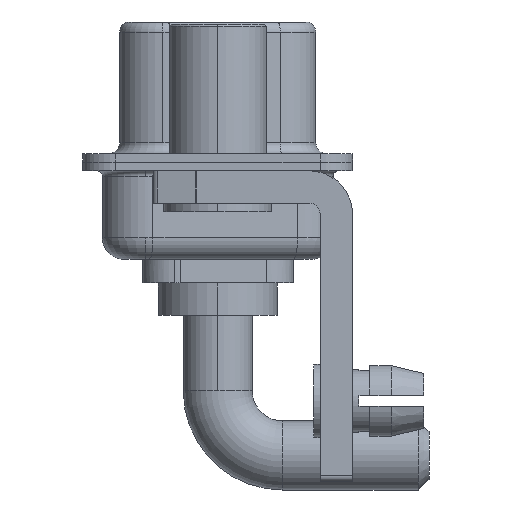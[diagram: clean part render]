
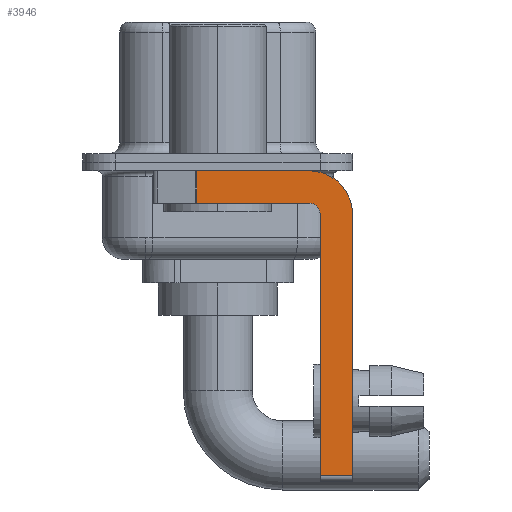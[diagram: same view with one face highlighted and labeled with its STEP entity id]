
A CAD part, left-side view. The second image highlights one B-rep face of the part: STEP entity #3946.
In plain terms, the highlighted planar face has unit normal (-1, 0, 0).
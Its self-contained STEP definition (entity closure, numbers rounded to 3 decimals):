
#406 = VERTEX_POINT ( 'NONE', #2760 ) ;
#633 = LINE ( 'NONE', #3260, #5705 ) ;
#849 = DIRECTION ( 'NONE',  ( 0., 0., -1. ) ) ;
#1210 = VERTEX_POINT ( 'NONE', #2520 ) ;
#1701 = CARTESIAN_POINT ( 'NONE',  ( -2.9, -4.25, -1.9 ) ) ;
#1774 = ORIENTED_EDGE ( 'NONE', *, *, #7168, .F. ) ;
#1785 = CARTESIAN_POINT ( 'NONE',  ( -2.9, -4.75, -14.55 ) ) ;
#2104 = VERTEX_POINT ( 'NONE', #17524 ) ;
#2142 = DIRECTION ( 'NONE',  ( 0., 0., -1. ) ) ;
#2185 = CARTESIAN_POINT ( 'NONE',  ( -2.9, -4.25, -14.55 ) ) ;
#2341 = EDGE_CURVE ( 'NONE', #15342, #1210, #12630, .T. ) ;
#2450 = ORIENTED_EDGE ( 'NONE', *, *, #8876, .F. ) ;
#2519 = DIRECTION ( 'NONE',  ( 0., 0., 1. ) ) ;
#2520 = CARTESIAN_POINT ( 'NONE',  ( -2.9, -4.25, -0.4 ) ) ;
#2760 = CARTESIAN_POINT ( 'NONE',  ( -2.9, -6.25, -14.55 ) ) ;
#2869 = VERTEX_POINT ( 'NONE', #5785 ) ;
#3096 = AXIS2_PLACEMENT_3D ( 'NONE', #12349, #3753, #9524 ) ;
#3260 = CARTESIAN_POINT ( 'NONE',  ( -2.9, -4.25, -1.9 ) ) ;
#3753 = DIRECTION ( 'NONE',  ( 1., 0., 0. ) ) ;
#3946 = ADVANCED_FACE ( 'NONE', ( #13079 ), #15896, .F. ) ;
#4072 = VERTEX_POINT ( 'NONE', #17042 ) ;
#4615 = ORIENTED_EDGE ( 'NONE', *, *, #9677, .F. ) ;
#4845 = DIRECTION ( 'NONE',  ( 0., 0., 1. ) ) ;
#4910 = VECTOR ( 'NONE', #14350, 1000. ) ;
#5242 = DIRECTION ( 'NONE',  ( 1., 0., 0. ) ) ;
#5620 = CARTESIAN_POINT ( 'NONE',  ( -2.9, 3., -0.4 ) ) ;
#5660 = VERTEX_POINT ( 'NONE', #1701 ) ;
#5705 = VECTOR ( 'NONE', #7252, 1000. ) ;
#5785 = CARTESIAN_POINT ( 'NONE',  ( -2.9, -4.75, -2.4 ) ) ;
#5860 = CARTESIAN_POINT ( 'NONE',  ( -2.9, 0.978, -0.4 ) ) ;
#6213 = LINE ( 'NONE', #14398, #7662 ) ;
#6589 = LINE ( 'NONE', #13767, #15468 ) ;
#6830 = VECTOR ( 'NONE', #11710, 1000. ) ;
#7168 = EDGE_CURVE ( 'NONE', #2869, #5660, #7575, .T. ) ;
#7252 = DIRECTION ( 'NONE',  ( 0., 1., 0. ) ) ;
#7575 = CIRCLE ( 'NONE', #17724, 0.5 ) ;
#7612 = LINE ( 'NONE', #2185, #6830 ) ;
#7613 = CARTESIAN_POINT ( 'NONE',  ( -2.9, -4.25, -2.4 ) ) ;
#7662 = VECTOR ( 'NONE', #2142, 1000. ) ;
#8876 = EDGE_CURVE ( 'NONE', #9041, #2869, #6589, .T. ) ;
#9041 = VERTEX_POINT ( 'NONE', #1785 ) ;
#9524 = DIRECTION ( 'NONE',  ( 0., 0., -1. ) ) ;
#9677 = EDGE_CURVE ( 'NONE', #4072, #406, #14727, .T. ) ;
#10455 = EDGE_CURVE ( 'NONE', #15342, #2104, #6213, .T. ) ;
#10636 = CARTESIAN_POINT ( 'NONE',  ( -2.9, -6.25, -2.4 ) ) ;
#11066 = DIRECTION ( 'NONE',  ( 0., 0., -1. ) ) ;
#11399 = EDGE_CURVE ( 'NONE', #9041, #406, #7612, .T. ) ;
#11710 = DIRECTION ( 'NONE',  ( 0., -1., 0. ) ) ;
#12349 = CARTESIAN_POINT ( 'NONE',  ( -2.9, -4.25, -2.4 ) ) ;
#12630 = LINE ( 'NONE', #5620, #4910 ) ;
#13079 = FACE_OUTER_BOUND ( 'NONE', #17702, .T. ) ;
#13207 = CARTESIAN_POINT ( 'NONE',  ( -2.9, -4.25, -2.4 ) ) ;
#13352 = ORIENTED_EDGE ( 'NONE', *, *, #14803, .F. ) ;
#13767 = CARTESIAN_POINT ( 'NONE',  ( -2.9, -4.75, -14.8 ) ) ;
#13984 = EDGE_CURVE ( 'NONE', #1210, #4072, #17871, .T. ) ;
#14350 = DIRECTION ( 'NONE',  ( 0., -1., 0. ) ) ;
#14398 = CARTESIAN_POINT ( 'NONE',  ( -2.9, 0.978, -1.9 ) ) ;
#14727 = LINE ( 'NONE', #10636, #15184 ) ;
#14803 = EDGE_CURVE ( 'NONE', #5660, #2104, #633, .T. ) ;
#14905 = AXIS2_PLACEMENT_3D ( 'NONE', #7613, #5242, #11066 ) ;
#15184 = VECTOR ( 'NONE', #849, 1000. ) ;
#15228 = ORIENTED_EDGE ( 'NONE', *, *, #10455, .T. ) ;
#15342 = VERTEX_POINT ( 'NONE', #5860 ) ;
#15468 = VECTOR ( 'NONE', #2519, 1000. ) ;
#15551 = ORIENTED_EDGE ( 'NONE', *, *, #2341, .F. ) ;
#15896 = PLANE ( 'NONE',  #14905 ) ;
#15968 = ORIENTED_EDGE ( 'NONE', *, *, #11399, .T. ) ;
#17042 = CARTESIAN_POINT ( 'NONE',  ( -2.9, -6.25, -2.4 ) ) ;
#17285 = DIRECTION ( 'NONE',  ( -1., 0., 0. ) ) ;
#17328 = ORIENTED_EDGE ( 'NONE', *, *, #13984, .F. ) ;
#17524 = CARTESIAN_POINT ( 'NONE',  ( -2.9, 0.978, -1.9 ) ) ;
#17702 = EDGE_LOOP ( 'NONE', ( #15551, #15228, #13352, #1774, #2450, #15968, #4615, #17328 ) ) ;
#17724 = AXIS2_PLACEMENT_3D ( 'NONE', #13207, #17285, #4845 ) ;
#17871 = CIRCLE ( 'NONE', #3096, 2. ) ;
